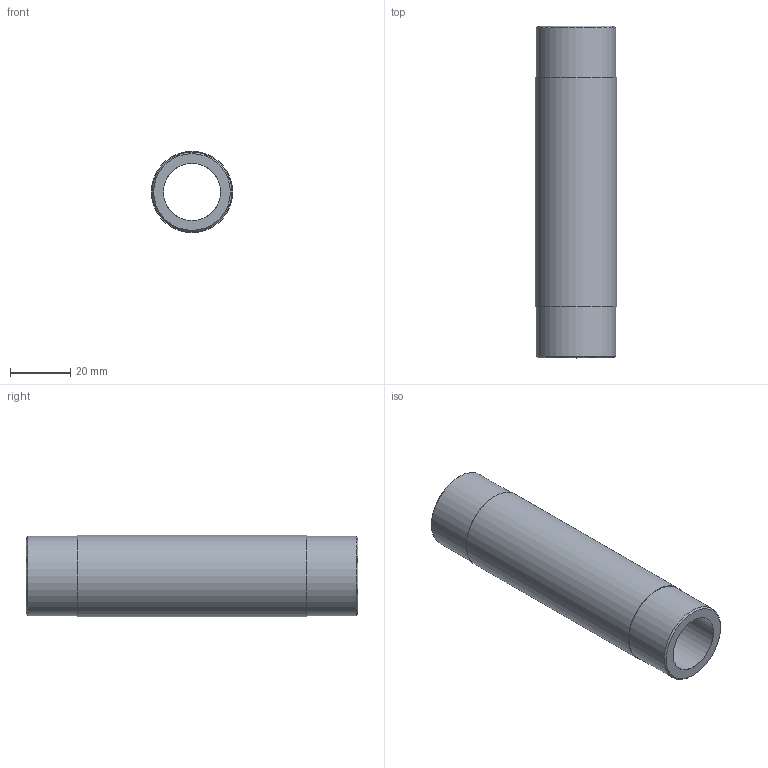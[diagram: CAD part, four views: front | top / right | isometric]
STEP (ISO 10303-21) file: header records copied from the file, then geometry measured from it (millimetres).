
FILE_DESCRIPTION(/* description */ ('Unknown'),/* implementation_level */ '2;1');
FILE_NAME(/* name */ '98708712-55-110',/* time_stamp */ '2023-05-08T11:18:44+02:00',/* author */ ('Unknown'),/* organization */ ('Unknown'),/* preprocessor_version */ 'ST-DEVELOPER v18.102',/* originating_system */ 'Solid Edge',/* authorisation */ 'Unknown');
FILE_SCHEMA (('AUTOMOTIVE_DESIGN {1 0 10303 214 3 1 1}'));
Length unit declared in the file: millimetre
Products named in the file (1): 98708712-3_4x110
Bounding box: 26.9 x 110 x 26.9 mm (x, y, z)
Volume: 30980.2 mm3; surface area: 16301.1 mm2
Topology: 1 solids, 1 shells, 12 faces, 23 edges, 15 vertices
Faces by surface type: cylinder 4, plane 4, cone 4
Full cylindrical faces by diameter (mm): 18.9 x1, 26.441 x2, 26.9 x1
Entity records: 356 total; most frequent: DIRECTION 50, CARTESIAN_POINT 37, AXIS2_PLACEMENT_3D 25, ORIENTED_EDGE 24, EDGE_LOOP 24, FACE_BOUND 24, EDGE_CURVE 12, VERTEX_POINT 12
